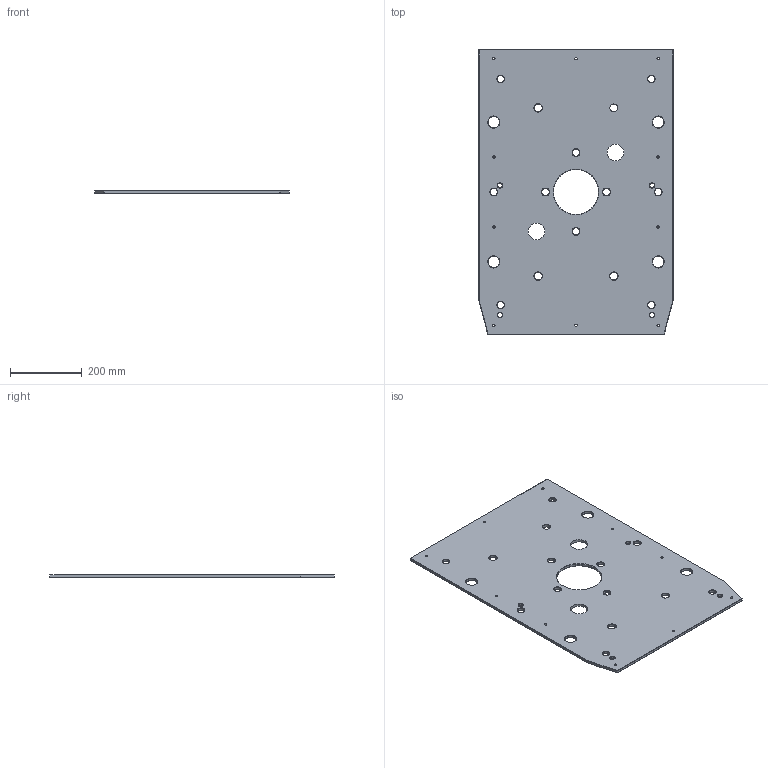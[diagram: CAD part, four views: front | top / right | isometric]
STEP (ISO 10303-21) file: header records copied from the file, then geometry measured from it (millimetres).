
FILE_DESCRIPTION((''),'2;1');
FILE_NAME('AS_ISO-PLATTEN-19991','2026-01-16T10:34:38',('HP'),(''),'CREO PARAMETRIC BY PTC INC, 2020354','CREO PARAMETRIC BY PTC INC, 2020354','');
FILE_SCHEMA(('AP203_CONFIGURATION_CONTROLLED_3D_DESIGN_OF_MECHANICAL_PARTS_AND_ASSEMBLIES_MIM_LF { 1 0 10303 403 2 1 2 }'));
Length unit declared in the file: millimetre
Products named in the file (1): AS_ISO-PLATTEN-19991
Bounding box: 542 x 794 x 8 mm (x, y, z)
Volume: 3222839.5 mm3; surface area: 841904.6 mm2
Topology: 1 solids, 1 shells, 441 faces, 1148 edges, 724 vertices
Faces by surface type: extrusion 157, cone 108, plane 106, cylinder 70
Entity records: 21225 total; most frequent: CARTESIAN_POINT 3558, ORIENTED_EDGE 2296, DIRECTION 1809, PRESENTATION_STYLE_ASSIGNMENT 1747, STYLED_ITEM 1306, CURVE_STYLE 1305, EDGE_CURVE 1148, VECTOR 743
